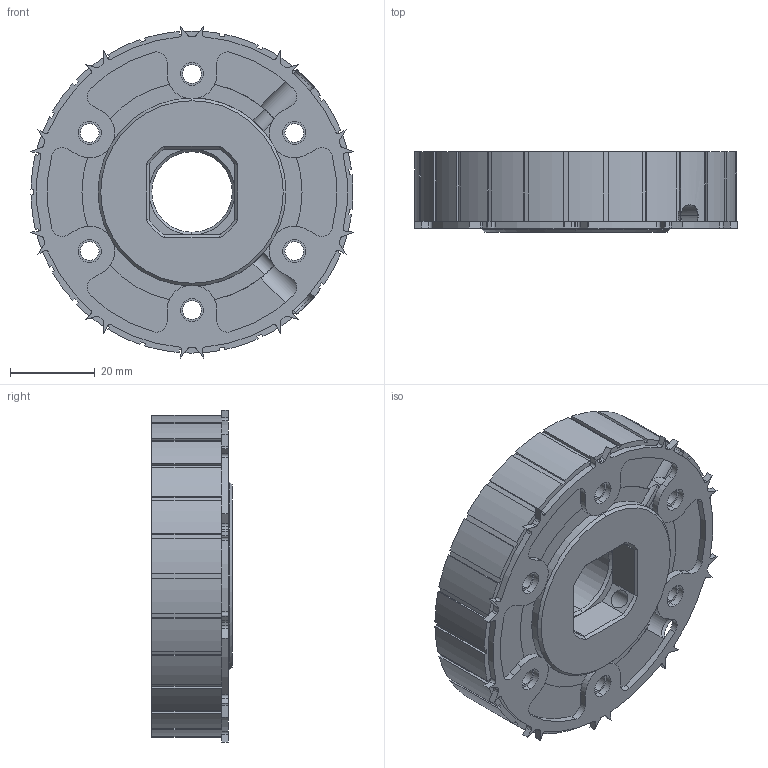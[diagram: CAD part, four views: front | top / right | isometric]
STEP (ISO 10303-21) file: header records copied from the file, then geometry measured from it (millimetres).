
FILE_DESCRIPTION (( 'STEP AP214' ), '1' );
FILE_NAME ('BuzzzzWheel.STEP', '2023-10-12T21:11:11', ( '' ), ( '' ), 'SwSTEP 2.0', 'SolidWorks 2023', '' );
FILE_SCHEMA (( 'AUTOMOTIVE_DESIGN' ));
Length unit declared in the file: inch
Products named in the file (4): Casted Wheel_Hub; Casted Wheel_Cleats; Casted Wheel_Tire; BuzzzzWheel
Assembly tree (3 placements, depth 2):
  BuzzzzWheel
    Casted Wheel_Tire
    Casted Wheel_Hub
    Casted Wheel_Cleats
Bounding box: 76.4 x 19.05 x 78.55 mm (x, y, z)
Volume: 71110.8 mm3; surface area: 31617.6 mm2
Topology: 3 solids, 3 shells, 455 faces, 1391 edges, 912 vertices
Faces by surface type: cylinder 224, plane 197, cone 20, torus 14
Entity records: 17158 total; most frequent: CARTESIAN_POINT 4378, ORIENTED_EDGE 2782, DIRECTION 2619, EDGE_CURVE 1391, AXIS2_PLACEMENT_3D 931, VERTEX_POINT 912, LINE 757, VECTOR 757
